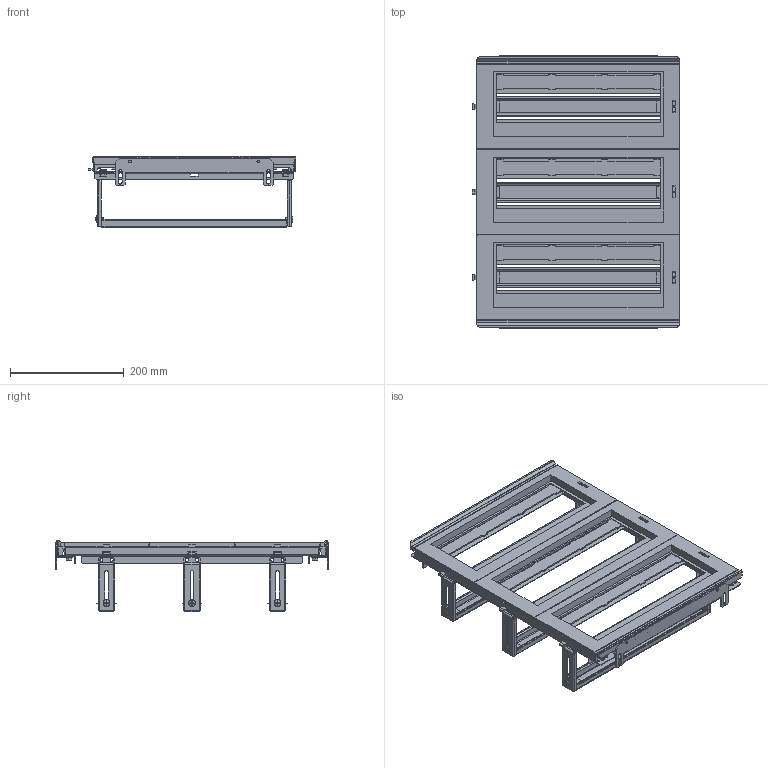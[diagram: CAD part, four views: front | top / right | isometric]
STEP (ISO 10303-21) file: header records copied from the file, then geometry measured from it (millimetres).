
FILE_DESCRIPTION(('STEP AP242'),'1');
FILE_NAME('nsydla48g.stp','2019-07-29T06:59:59',('TraceParts'),('TraceParts S.A.'),'Spatial InterOp 3D',' ',' ');
FILE_SCHEMA(('AP242_MANAGED_MODEL_BASED_3D_ENGINEERING_MIM_LF {1 0 10303 442 1 1 4}'));
Length unit declared in the file: millimetre
Products named in the file (1): nsydla48g
Bounding box: 364 x 478.4 x 125.25 mm (x, y, z)
Volume: 845433.6 mm3; surface area: 813971.3 mm2
Topology: 1 solids, 5 shells, 5669 faces, 14791 edges, 9590 vertices
Faces by surface type: plane 4961, cylinder 580, cone 60, sphere 52, torus 16
Entity records: 171795 total; most frequent: CARTESIAN_POINT 30848, ORIENTED_EDGE 29582, DIRECTION 27505, EDGE_CURVE 14791, LINE 13105, VECTOR 13105, VERTEX_POINT 9590, AXIS2_PLACEMENT_3D 7200
